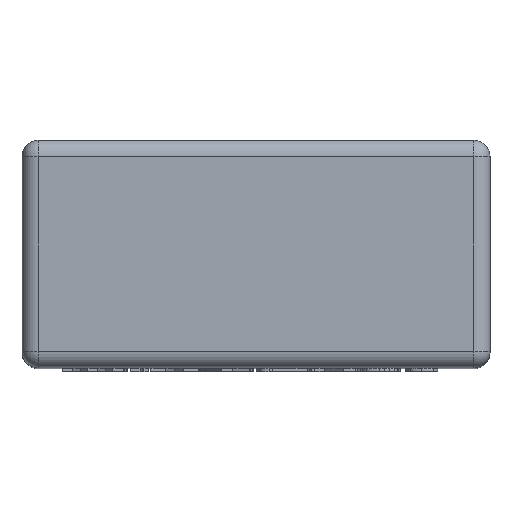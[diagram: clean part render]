
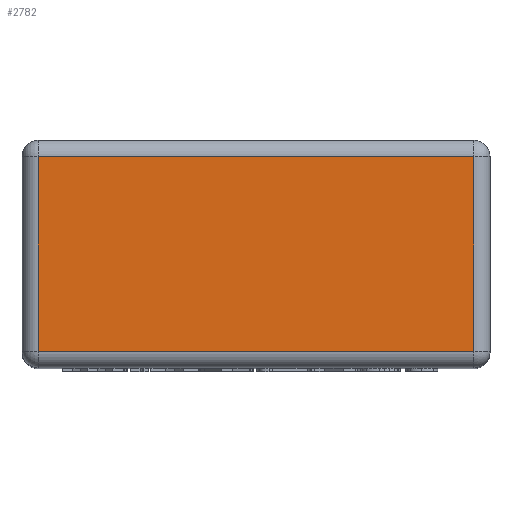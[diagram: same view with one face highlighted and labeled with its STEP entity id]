
A CAD part, top view. The second image highlights one B-rep face of the part: STEP entity #2782.
In plain terms, the highlighted planar face has unit normal (0, 0, 1).
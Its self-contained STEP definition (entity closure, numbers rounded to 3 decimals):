
#193 = VERTEX_POINT('',#194);
#194 = CARTESIAN_POINT('',(-3.35,1.5,8.5));
#201 = EDGE_CURVE('',#193,#202,#204,.T.);
#202 = VERTEX_POINT('',#203);
#203 = CARTESIAN_POINT('',(-3.35,-1.5,8.5));
#204 = LINE('',#205,#206);
#205 = CARTESIAN_POINT('',(-3.35,1.75,8.5));
#206 = VECTOR('',#207,1.);
#207 = DIRECTION('',(0.,-1.,0.));
#2782 = ADVANCED_FACE('',(#2783),#2808,.T.);
#2783 = FACE_BOUND('',#2784,.T.);
#2784 = EDGE_LOOP('',(#2785,#2793,#2801,#2807));
#2785 = ORIENTED_EDGE('',*,*,#2786,.T.);
#2786 = EDGE_CURVE('',#202,#2787,#2789,.T.);
#2787 = VERTEX_POINT('',#2788);
#2788 = CARTESIAN_POINT('',(3.35,-1.5,8.5));
#2789 = LINE('',#2790,#2791);
#2790 = CARTESIAN_POINT('',(-3.6,-1.5,8.5));
#2791 = VECTOR('',#2792,1.);
#2792 = DIRECTION('',(1.,0.,0.));
#2793 = ORIENTED_EDGE('',*,*,#2794,.F.);
#2794 = EDGE_CURVE('',#2795,#2787,#2797,.T.);
#2795 = VERTEX_POINT('',#2796);
#2796 = CARTESIAN_POINT('',(3.35,1.5,8.5));
#2797 = LINE('',#2798,#2799);
#2798 = CARTESIAN_POINT('',(3.35,1.75,8.5));
#2799 = VECTOR('',#2800,1.);
#2800 = DIRECTION('',(0.,-1.,0.));
#2801 = ORIENTED_EDGE('',*,*,#2802,.F.);
#2802 = EDGE_CURVE('',#193,#2795,#2803,.T.);
#2803 = LINE('',#2804,#2805);
#2804 = CARTESIAN_POINT('',(-3.6,1.5,8.5));
#2805 = VECTOR('',#2806,1.);
#2806 = DIRECTION('',(1.,0.,0.));
#2807 = ORIENTED_EDGE('',*,*,#201,.T.);
#2808 = PLANE('',#2809);
#2809 = AXIS2_PLACEMENT_3D('',#2810,#2811,#2812);
#2810 = CARTESIAN_POINT('',(-3.6,1.75,8.5));
#2811 = DIRECTION('',(0.,0.,1.));
#2812 = DIRECTION('',(1.,0.,0.));
